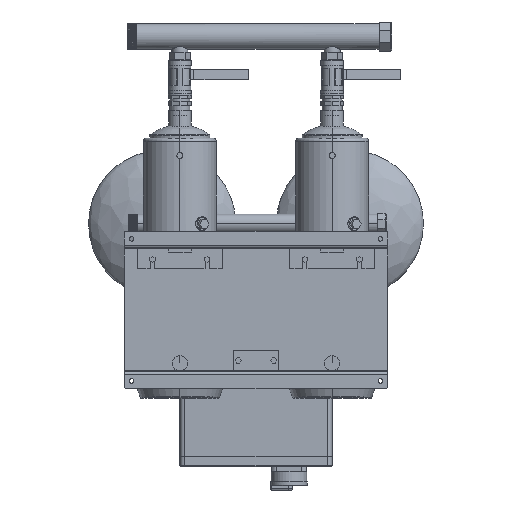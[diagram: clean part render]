
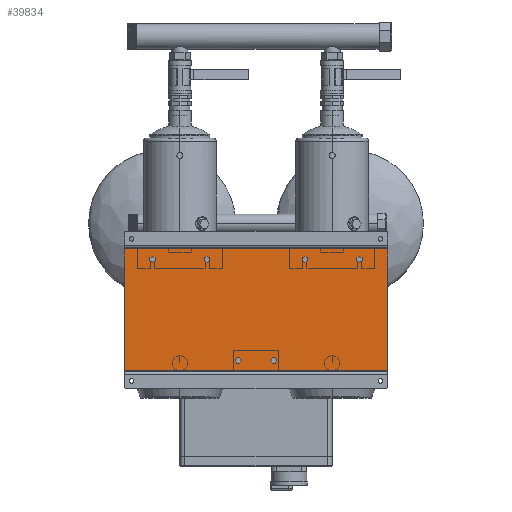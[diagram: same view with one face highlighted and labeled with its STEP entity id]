
A CAD part, front view. The second image highlights one B-rep face of the part: STEP entity #39834.
In plain terms, the highlighted planar face has unit normal (0, -1, 0).
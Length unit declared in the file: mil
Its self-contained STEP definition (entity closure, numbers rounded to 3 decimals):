
#537 = VERTEX_POINT ( 'NONE', #39080 ) ;
#3015 = EDGE_CURVE ( 'NONE', #14899, #16156, #33327, .T. ) ;
#6299 = FACE_OUTER_BOUND ( 'NONE', #55773, .T. ) ;
#10030 = CARTESIAN_POINT ( 'NONE',  ( 10236.22, 2047.244, 4724.409 ) ) ;
#10397 = DIRECTION ( 'NONE',  ( 0., 0., -1. ) ) ;
#11756 = DIRECTION ( 'NONE',  ( 1., 0., 0. ) ) ;
#14899 = VERTEX_POINT ( 'NONE', #22722 ) ;
#16156 = VERTEX_POINT ( 'NONE', #25657 ) ;
#17526 = CARTESIAN_POINT ( 'NONE',  ( 10236.22, 2047.244, -4724.409 ) ) ;
#19801 = ORIENTED_EDGE ( 'NONE', *, *, #43639, .F. ) ;
#20809 = LINE ( 'NONE', #60033, #70101 ) ;
#22722 = CARTESIAN_POINT ( 'NONE',  ( 10236.22, 2047.244, 4724.409 ) ) ;
#25657 = CARTESIAN_POINT ( 'NONE',  ( -10236.22, 2047.244, 4724.409 ) ) ;
#27359 = CARTESIAN_POINT ( 'NONE',  ( 10236.22, 2047.244, -4724.409 ) ) ;
#27724 = CARTESIAN_POINT ( 'NONE',  ( 10236.22, 2047.244, -4724.409 ) ) ;
#28363 = VECTOR ( 'NONE', #10397, 39370.079 ) ;
#29766 = AXIS2_PLACEMENT_3D ( 'NONE', #17526, #56002, #11756 ) ;
#32627 = DIRECTION ( 'NONE',  ( 0., 0., -1. ) ) ;
#33327 = LINE ( 'NONE', #55987, #66459 ) ;
#39080 = CARTESIAN_POINT ( 'NONE',  ( -10236.22, 2047.244, -4724.409 ) ) ;
#39218 = DIRECTION ( 'NONE',  ( -1., 0., 0. ) ) ;
#39834 = ADVANCED_FACE ( 'NONE', ( #6299 ), #67499, .F. ) ;
#43334 = VERTEX_POINT ( 'NONE', #27724 ) ;
#43594 = EDGE_CURVE ( 'NONE', #14899, #43334, #64744, .T. ) ;
#43639 = EDGE_CURVE ( 'NONE', #43334, #537, #43922, .T. ) ;
#43922 = LINE ( 'NONE', #27359, #50194 ) ;
#50194 = VECTOR ( 'NONE', #39218, 39370.079 ) ;
#55773 = EDGE_LOOP ( 'NONE', ( #67908, #19801, #59663, #57428 ) ) ;
#55987 = CARTESIAN_POINT ( 'NONE',  ( 10236.22, 2047.244, 4724.409 ) ) ;
#56002 = DIRECTION ( 'NONE',  ( 0., 1., 0. ) ) ;
#57428 = ORIENTED_EDGE ( 'NONE', *, *, #3015, .T. ) ;
#59663 = ORIENTED_EDGE ( 'NONE', *, *, #43594, .F. ) ;
#60033 = CARTESIAN_POINT ( 'NONE',  ( -10236.22, 2047.244, -4724.409 ) ) ;
#61753 = DIRECTION ( 'NONE',  ( -1., 0., 0. ) ) ;
#64744 = LINE ( 'NONE', #10030, #28363 ) ;
#66459 = VECTOR ( 'NONE', #61753, 39370.079 ) ;
#67499 = PLANE ( 'NONE',  #29766 ) ;
#67908 = ORIENTED_EDGE ( 'NONE', *, *, #69073, .T. ) ;
#69073 = EDGE_CURVE ( 'NONE', #16156, #537, #20809, .T. ) ;
#70101 = VECTOR ( 'NONE', #32627, 39370.079 ) ;
